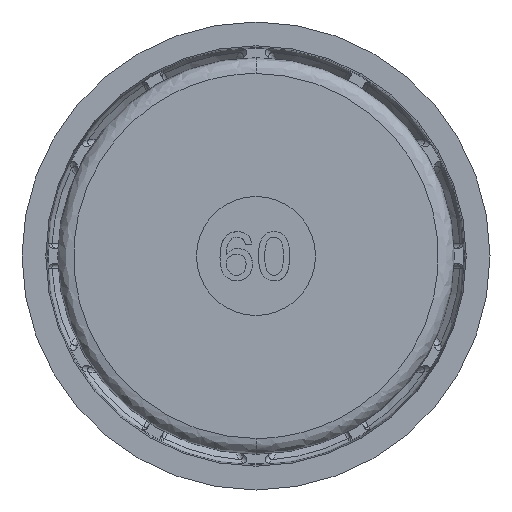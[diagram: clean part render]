
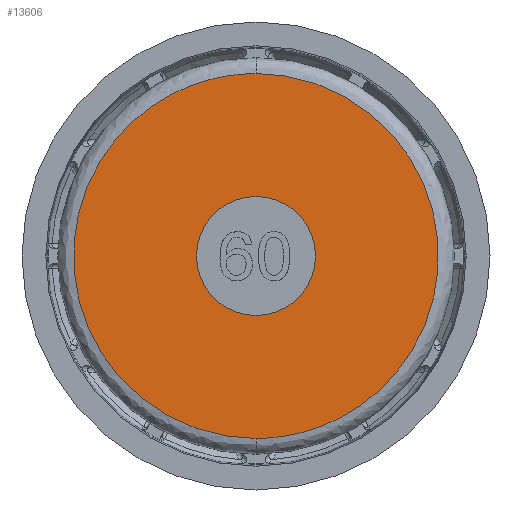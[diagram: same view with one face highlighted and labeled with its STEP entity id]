
A CAD part, front view. The second image highlights one B-rep face of the part: STEP entity #13606.
In plain terms, the highlighted planar face has unit normal (0, -1, 0).
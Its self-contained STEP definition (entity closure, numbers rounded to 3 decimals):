
#1421 = CARTESIAN_POINT ( 'NONE',  ( 0., 0., -23. ) ) ;
#2961 = VERTEX_POINT ( 'NONE', #5033 ) ;
#4975 = VERTEX_POINT ( 'NONE', #8086 ) ;
#5033 = CARTESIAN_POINT ( 'NONE',  ( 0., 0., 23. ) ) ;
#5788 = EDGE_LOOP ( 'NONE', ( #26899, #12187 ) ) ;
#6273 = VERTEX_POINT ( 'NONE', #7804 ) ;
#6657 = ORIENTED_EDGE ( 'NONE', *, *, #14860, .T. ) ;
#6908 = AXIS2_PLACEMENT_3D ( 'NONE', #29368, #29359, #29326 ) ;
#7804 = CARTESIAN_POINT ( 'NONE',  ( 0., 0., 7.5 ) ) ;
#8086 = CARTESIAN_POINT ( 'NONE',  ( 0., 0., -7.5 ) ) ;
#9272 = CARTESIAN_POINT ( 'NONE',  ( 0., 0., 23. ) ) ;
#9300 = CARTESIAN_POINT ( 'NONE',  ( -46., 0., 23. ) ) ;
#9333 = EDGE_CURVE ( 'NONE', #18852, #2961, #15128, .T. ) ;
#9483 = CIRCLE ( 'NONE', #29226, 7.5 ) ;
#9595 = CARTESIAN_POINT ( 'NONE',  ( -46., 0., -23. ) ) ;
#9728 = CARTESIAN_POINT ( 'NONE',  ( 0., 0., -23. ) ) ;
#12187 = ORIENTED_EDGE ( 'NONE', *, *, #9333, .F. ) ;
#12194 = AXIS2_PLACEMENT_3D ( 'NONE', #19079, #19043, #19011 ) ;
#13465 =( BOUNDED_CURVE ( )  B_SPLINE_CURVE ( 3, ( #28663, #28709, #28500, #28402 ),
 .UNSPECIFIED., .F., .T. ) 
 B_SPLINE_CURVE_WITH_KNOTS ( ( 4, 4 ),
 ( 0., 1. ),
 .UNSPECIFIED. ) 
 CURVE ( )  GEOMETRIC_REPRESENTATION_ITEM ( )  RATIONAL_B_SPLINE_CURVE ( ( 1., 0.333, 0.333, 1. ) ) 
 REPRESENTATION_ITEM ( '' )  );
#13606 = ADVANCED_FACE ( 'NONE', ( #20203, #18077 ), #19310, .T. ) ;
#13979 = DIRECTION ( 'NONE',  ( 0., 0., -1. ) ) ;
#14194 = DIRECTION ( 'NONE',  ( 0., 1., 0. ) ) ;
#14215 = CARTESIAN_POINT ( 'NONE',  ( 0., 0., 0. ) ) ;
#14860 = EDGE_CURVE ( 'NONE', #6273, #4975, #9483, .T. ) ;
#15128 =( BOUNDED_CURVE ( )  B_SPLINE_CURVE ( 3, ( #9728, #9595, #9300, #9272 ),
 .UNSPECIFIED., .F., .F. ) 
 B_SPLINE_CURVE_WITH_KNOTS ( ( 4, 4 ),
 ( 0., 1. ),
 .UNSPECIFIED. ) 
 CURVE ( )  GEOMETRIC_REPRESENTATION_ITEM ( )  RATIONAL_B_SPLINE_CURVE ( ( 1., 0.333, 0.333, 1. ) ) 
 REPRESENTATION_ITEM ( '' )  );
#15627 = ORIENTED_EDGE ( 'NONE', *, *, #25470, .T. ) ;
#17282 = CIRCLE ( 'NONE', #6908, 7.5 ) ;
#18077 = FACE_OUTER_BOUND ( 'NONE', #5788, .T. ) ;
#18852 = VERTEX_POINT ( 'NONE', #1421 ) ;
#19011 = DIRECTION ( 'NONE',  ( 0., 0., -1. ) ) ;
#19043 = DIRECTION ( 'NONE',  ( 0., -1., 0. ) ) ;
#19079 = CARTESIAN_POINT ( 'NONE',  ( 7.5, 0., 0. ) ) ;
#19310 = PLANE ( 'NONE',  #12194 ) ;
#20203 = FACE_BOUND ( 'NONE', #24620, .T. ) ;
#24225 = EDGE_CURVE ( 'NONE', #2961, #18852, #13465, .T. ) ;
#24620 = EDGE_LOOP ( 'NONE', ( #15627, #6657 ) ) ;
#25470 = EDGE_CURVE ( 'NONE', #4975, #6273, #17282, .T. ) ;
#26899 = ORIENTED_EDGE ( 'NONE', *, *, #24225, .F. ) ;
#28402 = CARTESIAN_POINT ( 'NONE',  ( 0., 0., -23. ) ) ;
#28500 = CARTESIAN_POINT ( 'NONE',  ( 46., 0., -23. ) ) ;
#28663 = CARTESIAN_POINT ( 'NONE',  ( 0., 0., 23. ) ) ;
#28709 = CARTESIAN_POINT ( 'NONE',  ( 46., 0., 23. ) ) ;
#29226 = AXIS2_PLACEMENT_3D ( 'NONE', #14215, #14194, #13979 ) ;
#29326 = DIRECTION ( 'NONE',  ( 0., 0., -1. ) ) ;
#29359 = DIRECTION ( 'NONE',  ( 0., 1., 0. ) ) ;
#29368 = CARTESIAN_POINT ( 'NONE',  ( 0., 0., 0. ) ) ;
